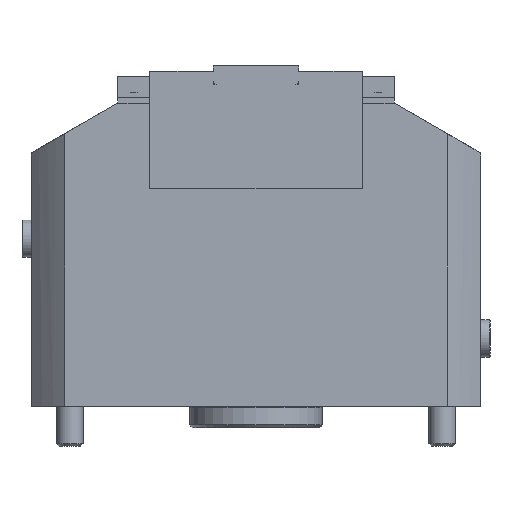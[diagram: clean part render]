
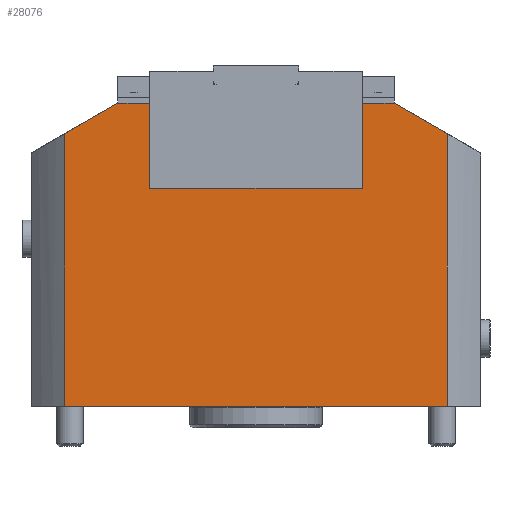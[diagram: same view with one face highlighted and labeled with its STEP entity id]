
A CAD part, front view. The second image highlights one B-rep face of the part: STEP entity #28076.
In plain terms, the highlighted planar face has unit normal (0, -1, 0).
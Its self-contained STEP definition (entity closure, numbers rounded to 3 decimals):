
#2942=FACE_OUTER_BOUND('',#4552,.T.);
#4552=EDGE_LOOP('',(#19777,#19778,#19779,#19780,#19781,#19782,#19783,#19784,
#19785,#19786));
#6551=LINE('',#41004,#8990);
#6560=LINE('',#41025,#8999);
#6562=LINE('',#41032,#9001);
#6565=LINE('',#41041,#9004);
#6573=LINE('',#41058,#9012);
#6575=LINE('',#41061,#9014);
#6576=LINE('',#41062,#9015);
#6577=LINE('',#41064,#9016);
#6578=LINE('',#41065,#9017);
#6579=LINE('',#41066,#9018);
#8990=VECTOR('',#32981,10.);
#8999=VECTOR('',#32996,10.);
#9001=VECTOR('',#33004,10.);
#9004=VECTOR('',#33011,10.);
#9012=VECTOR('',#33021,10.);
#9014=VECTOR('',#33025,10.);
#9015=VECTOR('',#33026,10.);
#9016=VECTOR('',#33027,10.);
#9017=VECTOR('',#33028,10.);
#9018=VECTOR('',#33029,10.);
#11648=VERTEX_POINT('',#41001);
#11649=VERTEX_POINT('',#41003);
#11653=VERTEX_POINT('',#41013);
#11658=VERTEX_POINT('',#41023);
#11660=VERTEX_POINT('',#41031);
#11663=VERTEX_POINT('',#41038);
#11664=VERTEX_POINT('',#41040);
#11671=VERTEX_POINT('',#41055);
#11672=VERTEX_POINT('',#41057);
#11673=VERTEX_POINT('',#41063);
#14688=EDGE_CURVE('',#11649,#11648,#6551,.T.);
#14699=EDGE_CURVE('',#11653,#11658,#6560,.T.);
#14702=EDGE_CURVE('',#11653,#11660,#6562,.T.);
#14706=EDGE_CURVE('',#11664,#11663,#6565,.T.);
#14714=EDGE_CURVE('',#11672,#11671,#6573,.T.);
#14716=EDGE_CURVE('',#11663,#11672,#6575,.T.);
#14717=EDGE_CURVE('',#11649,#11671,#6576,.T.);
#14718=EDGE_CURVE('',#11673,#11648,#6577,.T.);
#14719=EDGE_CURVE('',#11673,#11660,#6578,.T.);
#14720=EDGE_CURVE('',#11664,#11658,#6579,.T.);
#19777=ORIENTED_EDGE('',*,*,#14716,.T.);
#19778=ORIENTED_EDGE('',*,*,#14714,.T.);
#19779=ORIENTED_EDGE('',*,*,#14717,.F.);
#19780=ORIENTED_EDGE('',*,*,#14688,.T.);
#19781=ORIENTED_EDGE('',*,*,#14718,.F.);
#19782=ORIENTED_EDGE('',*,*,#14719,.T.);
#19783=ORIENTED_EDGE('',*,*,#14702,.F.);
#19784=ORIENTED_EDGE('',*,*,#14699,.T.);
#19785=ORIENTED_EDGE('',*,*,#14720,.F.);
#19786=ORIENTED_EDGE('',*,*,#14706,.T.);
#25543=PLANE('',#30002);
#28076=ADVANCED_FACE('',(#2942),#25543,.F.);
#30002=AXIS2_PLACEMENT_3D('',#41060,#33023,#33024);
#32981=DIRECTION('',(-0.866,0.,-0.5));
#32996=DIRECTION('',(-0.866,0.,0.5));
#33004=DIRECTION('',(0.,0.,-1.));
#33011=DIRECTION('',(0.,0.,-1.));
#33021=DIRECTION('',(0.,0.,1.));
#33023=DIRECTION('center_axis',(0.,1.,0.));
#33024=DIRECTION('ref_axis',(0.,0.,1.));
#33025=DIRECTION('',(-1.,0.,0.));
#33026=DIRECTION('',(1.,0.,0.));
#33027=DIRECTION('',(0.,0.,1.));
#33028=DIRECTION('',(1.,0.,0.));
#33029=DIRECTION('',(1.,0.,0.));
#41001=CARTESIAN_POINT('',(-71.977,-84.5,39.466));
#41003=CARTESIAN_POINT('',(-52.,-84.5,51.));
#41004=CARTESIAN_POINT('',(-21.758,-84.5,68.46));
#41013=CARTESIAN_POINT('',(71.977,-84.5,39.466));
#41023=CARTESIAN_POINT('',(52.,-84.5,51.));
#41025=CARTESIAN_POINT('',(59.492,-84.5,46.675));
#41031=CARTESIAN_POINT('',(71.977,-84.5,-63.));
#41032=CARTESIAN_POINT('',(71.977,-84.5,-71.));
#41038=CARTESIAN_POINT('',(40.,-84.5,19.));
#41040=CARTESIAN_POINT('',(40.,-84.5,51.));
#41041=CARTESIAN_POINT('',(40.,-84.5,45.));
#41055=CARTESIAN_POINT('',(-40.,-84.5,51.));
#41057=CARTESIAN_POINT('',(-40.,-84.5,19.));
#41058=CARTESIAN_POINT('',(-40.,-84.5,35.));
#41060=CARTESIAN_POINT('Origin',(71.977,-84.5,51.));
#41061=CARTESIAN_POINT('',(55.989,-84.5,19.));
#41062=CARTESIAN_POINT('',(35.989,-84.5,51.));
#41063=CARTESIAN_POINT('',(-71.977,-84.5,-63.));
#41064=CARTESIAN_POINT('',(-71.977,-84.5,0.));
#41065=CARTESIAN_POINT('',(35.989,-84.5,-63.));
#41066=CARTESIAN_POINT('',(35.989,-84.5,51.));
